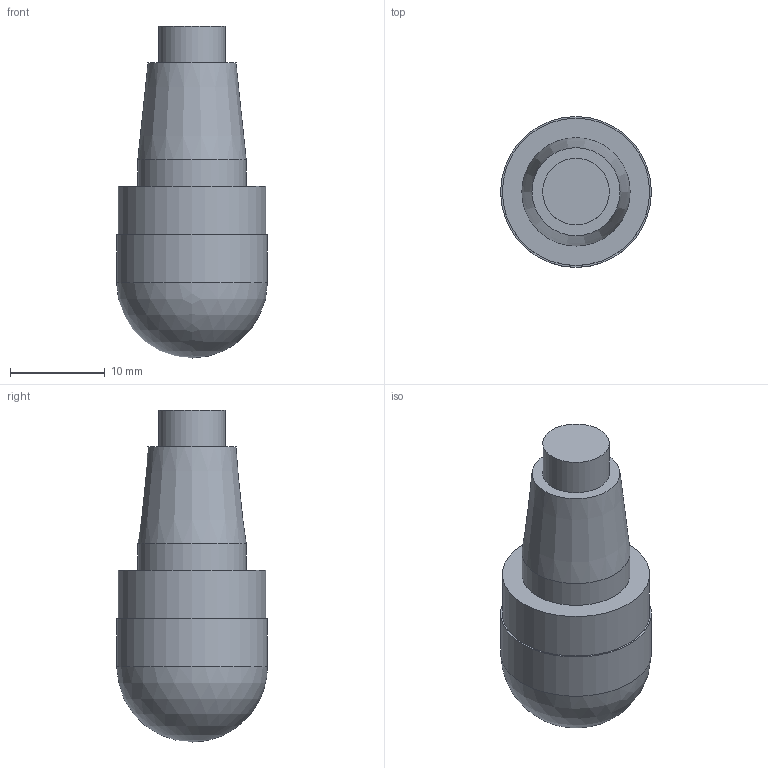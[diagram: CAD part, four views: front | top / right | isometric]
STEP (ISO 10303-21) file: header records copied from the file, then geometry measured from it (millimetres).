
FILE_DESCRIPTION(/* description */ (''),/* implementation_level */ '2;1');
FILE_NAME(/* name */ 'XVB510E16.625D1BZ2_Basic.stp',/* time_stamp */ '2022-07-29T09:30:07+05:00',/* author */ (''),/* organization */ (''),/* preprocessor_version */ 'ST-DEVELOPER v16.7',/* originating_system */ 'SIEMENS PLM Software NX 12.0',/* authorisation */ '');
FILE_SCHEMA (('AUTOMOTIVE_DESIGN { 1 0 10303 214 3 1 1 1 }'));
Length unit declared in the file: millimetre
Products named in the file (1): inpu1E0082A0pnn7
Bounding box: 15.9 x 15.9 x 35 mm (x, y, z)
Volume: 4320 mm3; surface area: 1960.4 mm2
Topology: 2 solids, 2 shells, 11 faces, 19 edges, 17 vertices
Faces by surface type: plane 5, cylinder 4, cone 1, sphere 1
Full cylindrical faces by diameter (mm): 7.024 x1, 11.424 x1, 15.524 x1, 15.9 x1
Entity records: 312 total; most frequent: CARTESIAN_POINT 50, DIRECTION 48, AXIS2_PLACEMENT_3D 24, EDGE_LOOP 18, ORIENTED_EDGE 18, FACE_BOUND 14, ADVANCED_FACE 11, STYLED_ITEM 10
